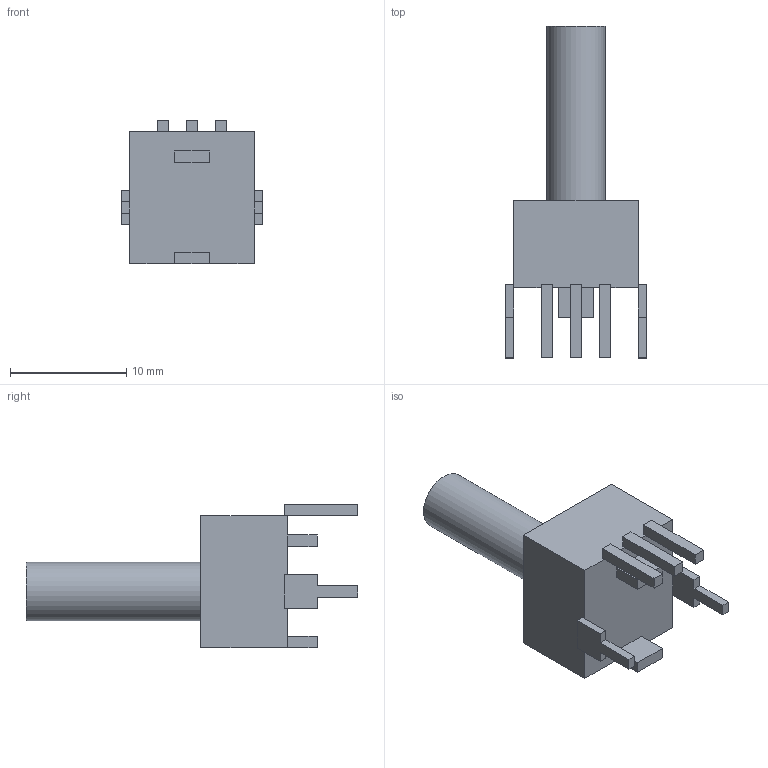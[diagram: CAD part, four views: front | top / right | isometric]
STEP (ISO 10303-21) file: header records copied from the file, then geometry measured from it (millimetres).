
FILE_DESCRIPTION(/* description */ (''),/* implementation_level */ '2;1');
FILE_NAME(/* name */ 'RL09L placeholder v1.step',/* time_stamp */ '2024-11-17T14:50:23Z',/* author */ (''),/* organization */ (''),/* preprocessor_version */ 'ST-DEVELOPER v20',/* originating_system */ 'Autodesk Translation Framework v13.20.0.188',/* authorisation */ '');
FILE_SCHEMA (('AUTOMOTIVE_DESIGN { 1 0 10303 214 3 1 1 }'));
Length unit declared in the file: millimetre
Products named in the file (1): RL09L placeholder
Bounding box: 12.1 x 28.5 x 12.35 mm (x, y, z)
Volume: 1249.8 mm3; surface area: 997.3 mm2
Topology: 1 solids, 1 shells, 55 faces, 143 edges, 92 vertices
Faces by surface type: plane 54, cylinder 1
Full cylindrical faces by diameter (mm): 5 x1
Entity records: 1684 total; most frequent: CARTESIAN_POINT 291, ORIENTED_EDGE 286, DIRECTION 257, EDGE_CURVE 143, LINE 141, VECTOR 141, VERTEX_POINT 92, AXIS2_PLACEMENT_3D 58
